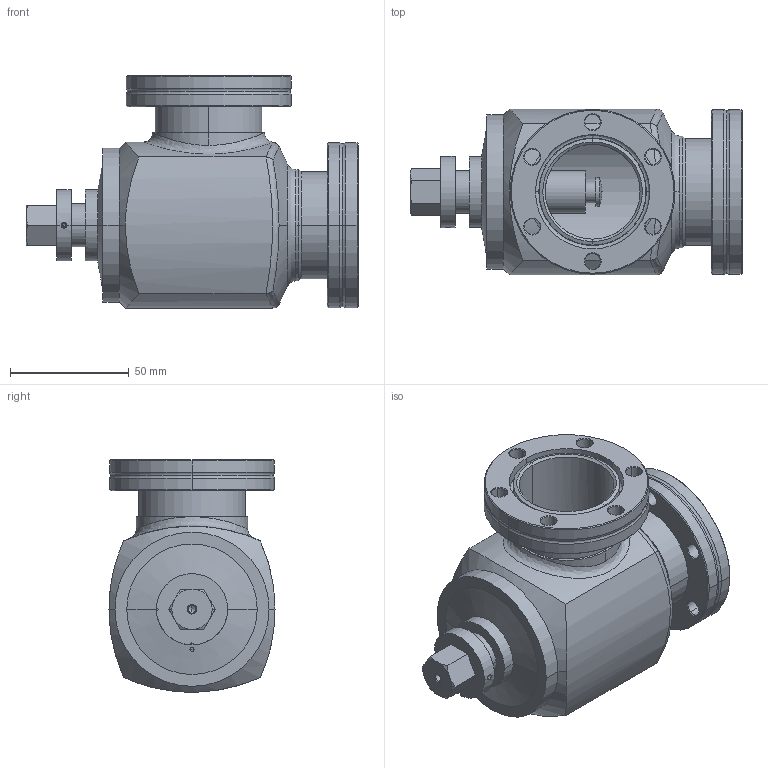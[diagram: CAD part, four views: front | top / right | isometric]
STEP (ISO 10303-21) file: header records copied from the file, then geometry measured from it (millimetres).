
FILE_DESCRIPTION((''),'2;1');
FILE_NAME('PFK52032.stp','2004-06-24T13:34:19',('KAA'),(''),'Autodesk Inventor (R) 6.0','Autodesk Inventor (R) 6.0','');
FILE_SCHEMA(('AUTOMOTIVE_DESIGN { 1 0 10303 214 1 1 1 1 }'));
Length unit declared in the file: millimetre
Products named in the file (1): PFK52032
Bounding box: 140 x 70 x 97.97 mm (x, y, z)
Volume: 209396.8 mm3; surface area: 84223.8 mm2
Topology: 4 solids, 4 shells, 304 faces, 701 edges, 409 vertices
Faces by surface type: cone 120, cylinder 72, bspline 53, plane 45, torus 12, sphere 2
Entity records: 10426 total; most frequent: CARTESIAN_POINT 3602, DIRECTION 1491, ORIENTED_EDGE 1386, EDGE_CURVE 693, AXIS2_PLACEMENT_3D 615, VERTEX_POINT 409, CIRCLE 363, EDGE_LOOP 351
